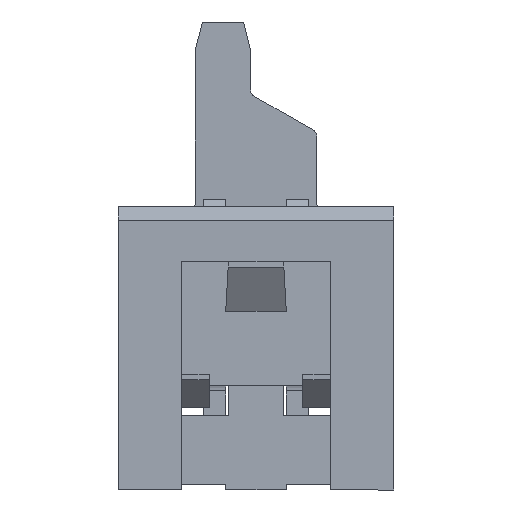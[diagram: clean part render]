
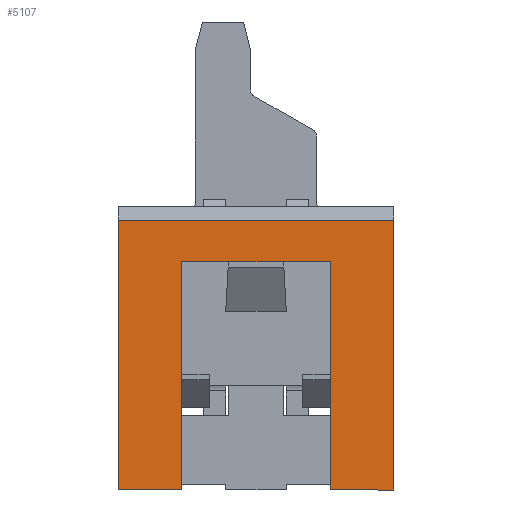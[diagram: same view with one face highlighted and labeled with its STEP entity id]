
A CAD part, left-side view. The second image highlights one B-rep face of the part: STEP entity #5107.
In plain terms, the highlighted planar face has unit normal (-1, 0, 0).
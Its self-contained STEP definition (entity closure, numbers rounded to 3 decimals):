
#1119=ORIENTED_EDGE('',*,*,#2184,.F.);
#1120=ORIENTED_EDGE('',*,*,#2185,.T.);
#1121=ORIENTED_EDGE('',*,*,#2047,.T.);
#1122=ORIENTED_EDGE('',*,*,#2186,.T.);
#1123=ORIENTED_EDGE('',*,*,#2187,.F.);
#1124=ORIENTED_EDGE('',*,*,#2188,.F.);
#1125=ORIENTED_EDGE('',*,*,#2189,.T.);
#1126=ORIENTED_EDGE('',*,*,#2190,.T.);
#2047=EDGE_CURVE('',#2667,#2668,#3275,.T.);
#2184=EDGE_CURVE('',#2770,#2771,#3400,.T.);
#2185=EDGE_CURVE('',#2770,#2667,#3401,.T.);
#2186=EDGE_CURVE('',#2668,#2772,#3402,.T.);
#2187=EDGE_CURVE('',#2773,#2772,#3403,.T.);
#2188=EDGE_CURVE('',#2774,#2773,#3404,.T.);
#2189=EDGE_CURVE('',#2774,#2775,#3405,.T.);
#2190=EDGE_CURVE('',#2775,#2771,#3406,.T.);
#2667=VERTEX_POINT('',#7674);
#2668=VERTEX_POINT('',#7675);
#2770=VERTEX_POINT('',#7935);
#2771=VERTEX_POINT('',#7936);
#2772=VERTEX_POINT('',#7939);
#2773=VERTEX_POINT('',#7941);
#2774=VERTEX_POINT('',#7943);
#2775=VERTEX_POINT('',#7945);
#3275=LINE('',#7673,#3953);
#3400=LINE('',#7934,#4078);
#3401=LINE('',#7937,#4079);
#3402=LINE('',#7938,#4080);
#3403=LINE('',#7940,#4081);
#3404=LINE('',#7942,#4082);
#3405=LINE('',#7944,#4083);
#3406=LINE('',#7946,#4084);
#3953=VECTOR('',#6232,1000.);
#4078=VECTOR('',#6423,1000.);
#4079=VECTOR('',#6424,1000.);
#4080=VECTOR('',#6425,1000.);
#4081=VECTOR('',#6426,1000.);
#4082=VECTOR('',#6427,1000.);
#4083=VECTOR('',#6428,1000.);
#4084=VECTOR('',#6429,1000.);
#4406=EDGE_LOOP('',(#1119,#1120,#1121,#1122,#1123,#1124,#1125,#1126));
#4660=FACE_BOUND('',#4406,.T.);
#4892=PLANE('',#5410);
#5107=ADVANCED_FACE('',(#4660),#4892,.F.);
#5410=AXIS2_PLACEMENT_3D('',#7933,#6421,#6422);
#6232=DIRECTION('',(0.,0.,-1.));
#6421=DIRECTION('',(1.,0.,0.));
#6422=DIRECTION('',(0.,0.,-1.));
#6423=DIRECTION('',(0.,0.,-1.));
#6424=DIRECTION('',(0.,1.,0.));
#6425=DIRECTION('',(0.,-1.,0.));
#6426=DIRECTION('',(0.,0.,-1.));
#6427=DIRECTION('',(0.,1.,0.));
#6428=DIRECTION('',(0.,0.,-1.));
#6429=DIRECTION('',(0.,-1.,0.));
#7673=CARTESIAN_POINT('',(-5.525,2.5,1.35));
#7674=CARTESIAN_POINT('',(-5.525,2.5,4.9));
#7675=CARTESIAN_POINT('',(-5.525,2.5,0.));
#7933=CARTESIAN_POINT('',(-5.525,2.5,1.35));
#7934=CARTESIAN_POINT('',(-5.525,-2.5,1.35));
#7935=CARTESIAN_POINT('',(-5.525,-2.5,4.9));
#7936=CARTESIAN_POINT('',(-5.525,-2.5,0.));
#7937=CARTESIAN_POINT('',(-5.525,2.5,4.9));
#7938=CARTESIAN_POINT('',(-5.525,2.5,0.));
#7939=CARTESIAN_POINT('',(-5.525,1.35,0.));
#7940=CARTESIAN_POINT('',(-5.525,1.35,0.1));
#7941=CARTESIAN_POINT('',(-5.525,1.35,4.15));
#7942=CARTESIAN_POINT('',(-5.525,-1.35,4.15));
#7943=CARTESIAN_POINT('',(-5.525,-1.35,4.15));
#7944=CARTESIAN_POINT('',(-5.525,-1.35,0.1));
#7945=CARTESIAN_POINT('',(-5.525,-1.35,0.));
#7946=CARTESIAN_POINT('',(-5.525,2.5,0.));
